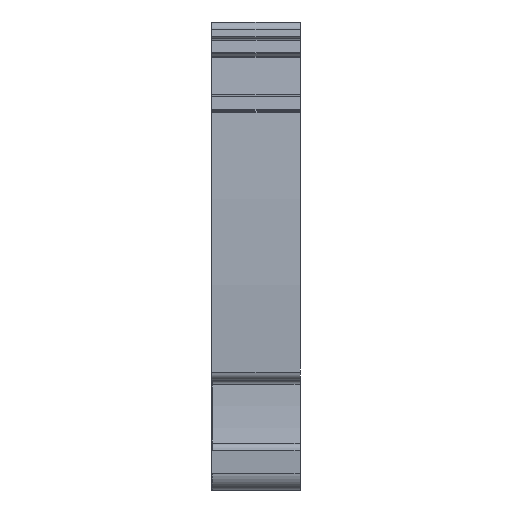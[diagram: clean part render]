
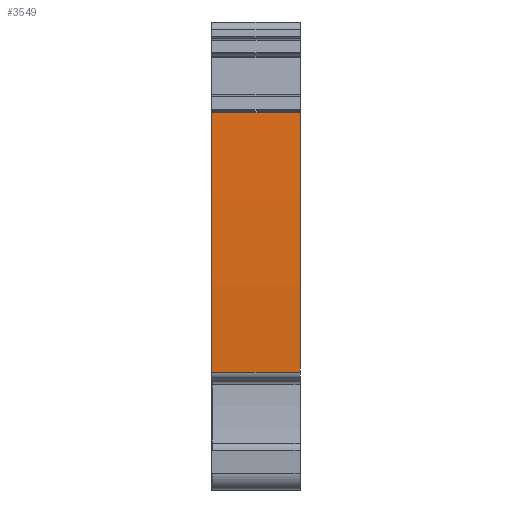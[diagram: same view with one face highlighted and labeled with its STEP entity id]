
A CAD part, front view. The second image highlights one B-rep face of the part: STEP entity #3549.
In plain terms, the highlighted cylindrical face has radius 240 mm (diameter 480 mm), a partial arc.
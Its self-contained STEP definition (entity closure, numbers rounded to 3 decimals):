
#1934=AXIS2_PLACEMENT_3D('Circle Axis2P3D',#1932,#1933,$) ;
#2679=AXIS2_PLACEMENT_3D('Cylinder Axis2P3D',#2676,#2677,#2678) ;
#3540=AXIS2_PLACEMENT_3D('Circle Axis2P3D',#3538,#3539,$) ;
#1929=CARTESIAN_POINT('Vertex',(0.,1.527,13.395)) ;
#1932=CARTESIAN_POINT('Axis2P3D Location',(0.,241.169,26.5)) ;
#1936=CARTESIAN_POINT('Vertex',(0.,1.73,42.906)) ;
#2676=CARTESIAN_POINT('Axis2P3D Location',(5.,241.169,26.5)) ;
#3511=CARTESIAN_POINT('Line Origine',(5.05,1.73,42.906)) ;
#3515=CARTESIAN_POINT('Vertex',(10.,1.73,42.906)) ;
#3531=CARTESIAN_POINT('Line Origine',(5.,1.527,13.395)) ;
#3535=CARTESIAN_POINT('Vertex',(10.,1.527,13.395)) ;
#3538=CARTESIAN_POINT('Axis2P3D Location',(10.,241.169,26.5)) ;
#1933=DIRECTION('Axis2P3D Direction',(1.,0.,0.)) ;
#2677=DIRECTION('Axis2P3D Direction',(1.,0.,0.)) ;
#2678=DIRECTION('Axis2P3D XDirection',(0.,-0.994,0.107)) ;
#3512=DIRECTION('Vector Direction',(1.,0.,0.)) ;
#3532=DIRECTION('Vector Direction',(1.,0.,0.)) ;
#3539=DIRECTION('Axis2P3D Direction',(1.,0.,0.)) ;
#3513=VECTOR('Line Direction',#3512,1.) ;
#3533=VECTOR('Line Direction',#3532,1.) ;
#3544=ORIENTED_EDGE('',*,*,#1938,.T.) ;
#3545=ORIENTED_EDGE('',*,*,#3537,.T.) ;
#3546=ORIENTED_EDGE('',*,*,#3542,.F.) ;
#3547=ORIENTED_EDGE('',*,*,#3517,.T.) ;
#3549=ADVANCED_FACE('MLD',(#3548),#2680,.T.) ;
#1935=CIRCLE('generated circle',#1934,240.) ;
#3541=CIRCLE('generated circle',#3540,240.) ;
#2680=CYLINDRICAL_SURFACE('generated cylinder',#2679,240.) ;
#1938=EDGE_CURVE('',#1937,#1930,#1935,.T.) ;
#3517=EDGE_CURVE('',#3516,#1937,#3514,.F.) ;
#3537=EDGE_CURVE('',#1930,#3536,#3534,.T.) ;
#3542=EDGE_CURVE('',#3516,#3536,#3541,.T.) ;
#3543=EDGE_LOOP('',(#3544,#3545,#3546,#3547)) ;
#3548=FACE_OUTER_BOUND('',#3543,.T.) ;
#3514=LINE('Line',#3511,#3513) ;
#3534=LINE('Line',#3531,#3533) ;
#1930=VERTEX_POINT('',#1929) ;
#1937=VERTEX_POINT('',#1936) ;
#3516=VERTEX_POINT('',#3515) ;
#3536=VERTEX_POINT('',#3535) ;
